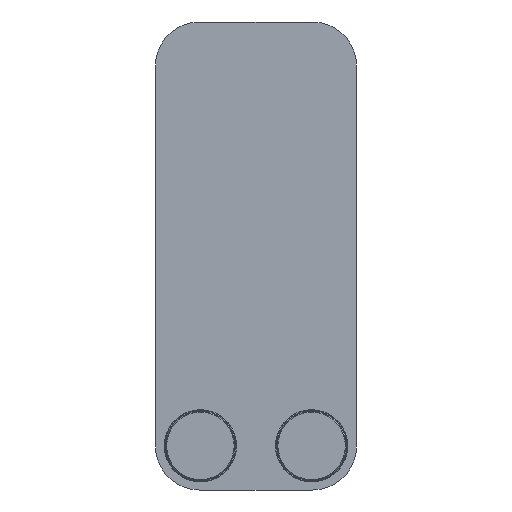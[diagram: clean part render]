
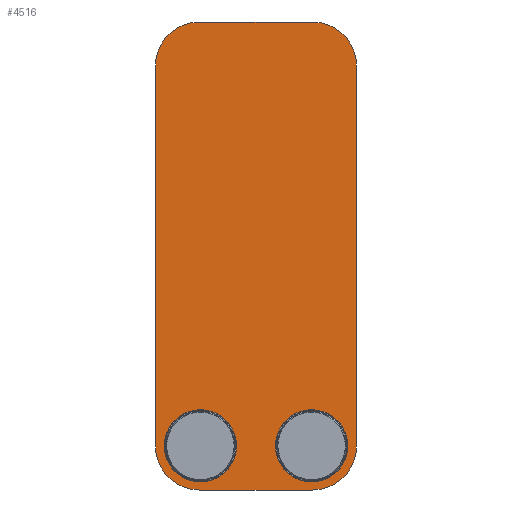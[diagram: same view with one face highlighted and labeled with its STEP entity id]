
A CAD part, front view. The second image highlights one B-rep face of the part: STEP entity #4516.
In plain terms, the highlighted planar face has unit normal (0, -1, 0).
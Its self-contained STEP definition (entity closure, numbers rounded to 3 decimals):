
#1648=FACE_OUTER_BOUND('',#1798,.T.);
#1798=EDGE_LOOP('',(#4237,#4238,#4239,#4240,#4241,#4242,#4243,#4244));
#2330=LINE('',#9462,#2842);
#2334=LINE('',#9471,#2846);
#2336=LINE('',#9478,#2848);
#2337=LINE('',#9482,#2849);
#2842=VECTOR('',#6723,10.);
#2846=VECTOR('',#6733,10.);
#2848=VECTOR('',#6741,10.);
#2849=VECTOR('',#6744,10.);
#3305=CIRCLE('',#5101,27.);
#3306=CIRCLE('',#5104,27.);
#3307=CIRCLE('',#5106,27.);
#3308=CIRCLE('',#5107,27.);
#3485=VERTEX_POINT('',#9459);
#3486=VERTEX_POINT('',#9461);
#3487=VERTEX_POINT('',#9465);
#3488=VERTEX_POINT('',#9469);
#3489=VERTEX_POINT('',#9473);
#3490=VERTEX_POINT('',#9477);
#3491=VERTEX_POINT('',#9479);
#3492=VERTEX_POINT('',#9481);
#3742=EDGE_CURVE('',#3486,#3485,#2330,.T.);
#3745=EDGE_CURVE('',#3485,#3487,#3305,.T.);
#3747=EDGE_CURVE('',#3487,#3488,#2334,.T.);
#3749=EDGE_CURVE('',#3488,#3489,#3306,.T.);
#3750=EDGE_CURVE('',#3489,#3490,#2336,.T.);
#3751=EDGE_CURVE('',#3490,#3491,#3307,.T.);
#3752=EDGE_CURVE('',#3491,#3492,#2337,.T.);
#3753=EDGE_CURVE('',#3492,#3486,#3308,.T.);
#4237=ORIENTED_EDGE('',*,*,#3747,.T.);
#4238=ORIENTED_EDGE('',*,*,#3749,.T.);
#4239=ORIENTED_EDGE('',*,*,#3750,.T.);
#4240=ORIENTED_EDGE('',*,*,#3751,.T.);
#4241=ORIENTED_EDGE('',*,*,#3752,.T.);
#4242=ORIENTED_EDGE('',*,*,#3753,.T.);
#4243=ORIENTED_EDGE('',*,*,#3742,.T.);
#4244=ORIENTED_EDGE('',*,*,#3745,.T.);
#4398=PLANE('',#5105);
#4516=ADVANCED_FACE('',(#1648),#4398,.T.);
#5101=AXIS2_PLACEMENT_3D('',#9467,#6728,#6729);
#5104=AXIS2_PLACEMENT_3D('',#9475,#6737,#6738);
#5105=AXIS2_PLACEMENT_3D('',#9476,#6739,#6740);
#5106=AXIS2_PLACEMENT_3D('',#9480,#6742,#6743);
#5107=AXIS2_PLACEMENT_3D('',#9483,#6745,#6746);
#6723=DIRECTION('',(0.,0.,-1.));
#6728=DIRECTION('center_axis',(0.,-1.,0.));
#6729=DIRECTION('ref_axis',(-1.,0.,0.));
#6733=DIRECTION('',(1.,0.,0.));
#6737=DIRECTION('center_axis',(0.,-1.,0.));
#6738=DIRECTION('ref_axis',(0.,0.,-1.));
#6739=DIRECTION('center_axis',(0.,-1.,0.));
#6740=DIRECTION('ref_axis',(1.,0.,0.));
#6741=DIRECTION('',(0.,0.,1.));
#6742=DIRECTION('center_axis',(0.,-1.,0.));
#6743=DIRECTION('ref_axis',(1.,0.,0.));
#6744=DIRECTION('',(-1.,0.,0.));
#6745=DIRECTION('center_axis',(0.,-1.,0.));
#6746=DIRECTION('ref_axis',(0.,0.,
1.));
#9459=CARTESIAN_POINT('',(-61.5,0.,27.));
#9461=CARTESIAN_POINT('',(-61.5,0.,259.));
#9462=CARTESIAN_POINT('',(-61.5,0.,259.));
#9465=CARTESIAN_POINT('',(-34.5,0.,0.));
#9467=CARTESIAN_POINT('Origin',(-34.5,0.,27.));
#9469=CARTESIAN_POINT('',(34.5,0.,0.));
#9471=CARTESIAN_POINT('',(-34.5,0.,0.));
#9473=CARTESIAN_POINT('',(61.5,0.,27.));
#9475=CARTESIAN_POINT('Origin',(34.5,0.,27.));
#9476=CARTESIAN_POINT('Origin',(0.,0.,
143.));
#9477=CARTESIAN_POINT('',(61.5,0.,259.));
#9478=CARTESIAN_POINT('',(61.5,0.,27.));
#9479=CARTESIAN_POINT('',(34.5,0.,286.));
#9480=CARTESIAN_POINT('Origin',(34.5,0.,259.));
#9481=CARTESIAN_POINT('',(-34.5,0.,286.));
#9482=CARTESIAN_POINT('',(34.5,0.,286.));
#9483=CARTESIAN_POINT('Origin',(-34.5,0.,259.));
